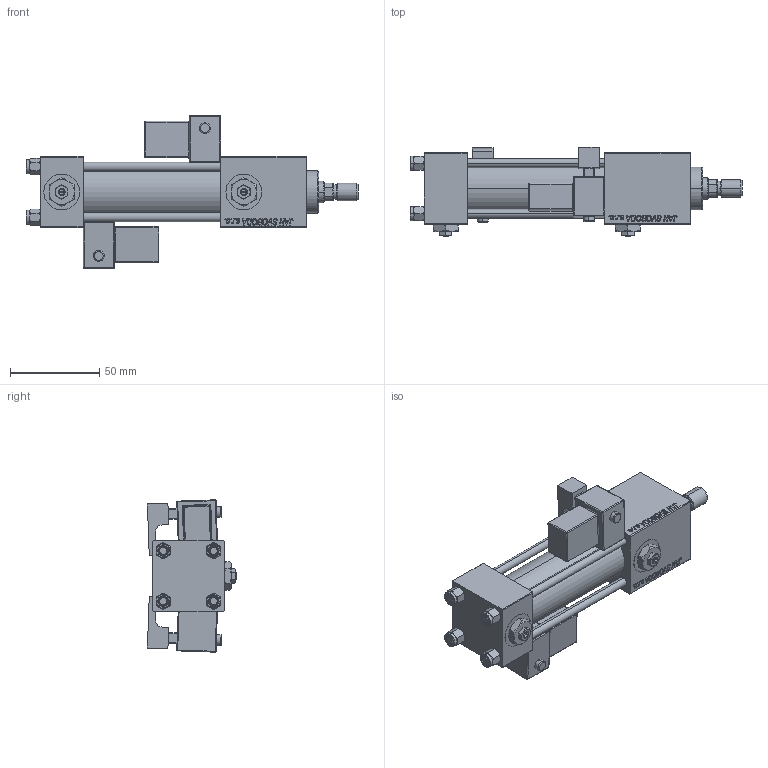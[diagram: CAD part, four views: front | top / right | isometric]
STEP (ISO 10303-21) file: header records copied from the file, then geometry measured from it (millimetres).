
FILE_DESCRIPTION (( 'STEP AP203' ), '1' );
FILE_NAME ('6d42.STEP', '2022-04-14T20:23:19', ( '' ), ( '' ), 'SwSTEP 2.0', 'SolidWorks 2019', '' );
FILE_SCHEMA (( 'CONFIG_CONTROL_DESIGN' ));
Length unit declared in the file: millimetre
Products named in the file (9): Zatka_pro_OIL_PORT 5d24ea444ef1e01cb0986258998a55b5; 6d42; V215CR_VCP_C 5d24ea444ef1e01cb0986258998a55b5; ROD_END_AH 5d24ea444ef1e01cb0986258998a55b5; V215_VC_A 5d24ea444ef1e01cb0986258998a55b5; V215CR_C_TYCINKA 5d24ea444ef1e01cb0986258998a55b5; V215CR_MSU 5d24ea444ef1e01cb0986258998a55b5; V215CR_C_Body 5d24ea444ef1e01cb0986258998a55b5; NUT_M5_C 5d24ea444ef1e01cb0986258998a55b5
Assembly tree (16 placements, depth 2):
  6d42
    V215CR_C_Body 5d24ea444ef1e01cb0986258998a55b5
    V215CR_VCP_C 5d24ea444ef1e01cb0986258998a55b5
    NUT_M5_C 5d24ea444ef1e01cb0986258998a55b5  x4
    V215CR_C_TYCINKA 5d24ea444ef1e01cb0986258998a55b5  x4
    V215_VC_A 5d24ea444ef1e01cb0986258998a55b5
    ROD_END_AH 5d24ea444ef1e01cb0986258998a55b5
    V215CR_MSU 5d24ea444ef1e01cb0986258998a55b5  x2
    Zatka_pro_OIL_PORT 5d24ea444ef1e01cb0986258998a55b5  x2
Bounding box: 186 x 49.99 x 85.39 mm (x, y, z)
Volume: 195797.2 mm3; surface area: 77215.4 mm2
Topology: 16 solids, 16 shells, 1426 faces, 3510 edges, 2221 vertices
Faces by surface type: plane 640, bspline 392, cone 182, cylinder 166, sphere 24, torus 22
Entity records: 55020 total; most frequent: CARTESIAN_POINT 28107, ORIENTED_EDGE 5926, DIRECTION 4055, EDGE_CURVE 2963, VERTEX_POINT 1919, VECTOR 1753, LINE 1753, EDGE_LOOP 1324
